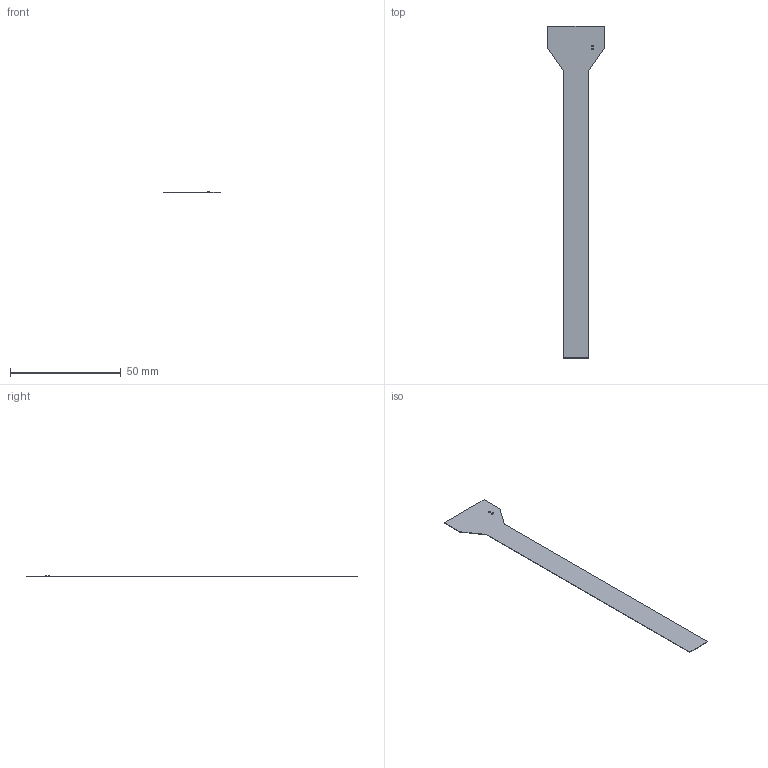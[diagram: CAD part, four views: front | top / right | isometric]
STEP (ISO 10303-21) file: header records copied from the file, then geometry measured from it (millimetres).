
FILE_DESCRIPTION(('KiCad electronic assembly'),'2;1');
FILE_NAME('capablerobot_CRWGR1_Pi-Flex_22pin_150mm.step', '2021-06-06T21:01:23',('An Author'),('A Company'), 'Open CASCADE STEP processor 7.5','KiCad to STEP converter','Unknown' );
FILE_SCHEMA(('AUTOMOTIVE_DESIGN { 1 0 10303 214 1 1 1 1 }'));
Length unit declared in the file: millimetre
Products named in the file (4): Open CASCADE STEP translator 7.5 1; R_0402_1005Metric; SOLID
Assembly tree (4 placements, depth 3):
  Open CASCADE STEP translator 7.5 1
    R_0402_1005Metric  x2
      SOLID
    SOLID
Bounding box: 25.5 x 150 x 0.6 mm (x, y, z)
Volume: 387.3 mm3; surface area: 3942.4 mm2
Topology: 3 solids, 3 shells, 62 faces, 160 edges, 104 vertices
Faces by surface type: plane 46, cylinder 16
Entity records: 2575 total; most frequent: CARTESIAN_POINT 425, DIRECTION 366, LINE 244, VECTOR 244, ORIENTED_EDGE 184, PCURVE 184, DEFINITIONAL_REPRESENTATION 184, EDGE_CURVE 92
